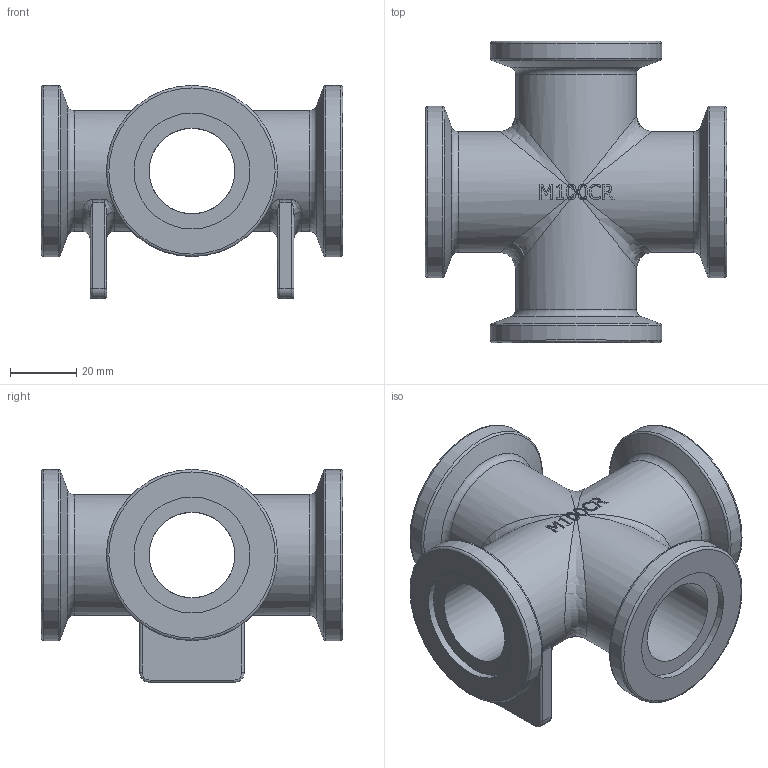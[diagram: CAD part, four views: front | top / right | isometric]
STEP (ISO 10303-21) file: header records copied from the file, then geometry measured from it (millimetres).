
FILE_DESCRIPTION(/* description */ ('1" MANIFOLD CROSS'),/* implementation_level */ '2;1');
FILE_NAME(/* name */ 'M100CR.stp',/* time_stamp */ '2016-10-17T16:11:17-04:00',/* author */ ('DCT'),/* organization */ (''),/* preprocessor_version */ 'ST-DEVELOPER v16.5',/* originating_system */ 'Autodesk Inventor 2017',/* authorisation */ '');
FILE_SCHEMA (('AUTOMOTIVE_DESIGN { 1 0 10303 214 3 1 1 }'));
Products named in the file (2): M100CR; M100CRU
Assembly tree (1 placements, depth 2):
  M100CR
    M100CRU
Bounding box: 91.19 x 91.19 x 64.52 mm (x, y, z)
Volume: 108105.1 mm3; surface area: 41362.4 mm2
Topology: 1 solids, 3 shells, 434 faces, 1159 edges, 739 vertices
Faces by surface type: bspline 165, plane 153, cylinder 88, torus 24, cone 4
Full cylindrical faces by diameter (mm): 25.908 x4, 35.052 x4, 36.576 x4, 51.816 x4
Entity records: 33579 total; most frequent: CARTESIAN_POINT 23775, ORIENTED_EDGE 2228, DIRECTION 1644, EDGE_CURVE 1114, VERTEX_POINT 732, AXIS2_PLACEMENT_3D 586, EDGE_LOOP 494, LINE 472
